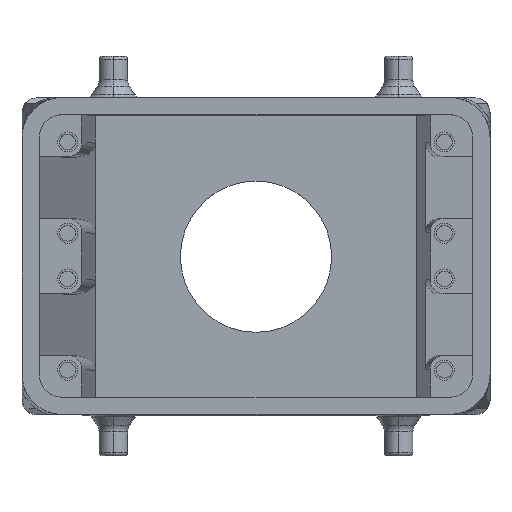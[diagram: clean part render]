
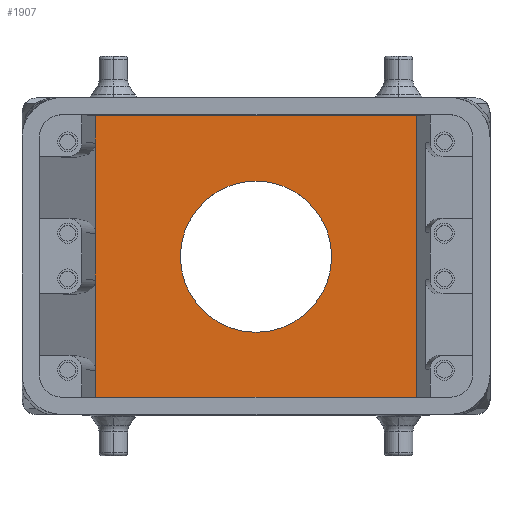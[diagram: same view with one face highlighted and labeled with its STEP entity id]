
A CAD part, top view. The second image highlights one B-rep face of the part: STEP entity #1907.
In plain terms, the highlighted planar face has unit normal (0, 0, 1).
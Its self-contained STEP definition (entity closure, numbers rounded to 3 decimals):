
#220=FACE_BOUND('',#2777,.T.);
#221=FACE_BOUND('',#2778,.T.);
#387=PLANE('',#7117);
#477=LINE('',#9091,#1072);
#764=LINE('',#10707,#1363);
#831=LINE('',#11382,#1430);
#832=LINE('',#11384,#1431);
#837=LINE('',#11399,#1436);
#842=LINE('',#11414,#1441);
#846=LINE('',#11430,#1445);
#847=LINE('',#11432,#1446);
#1072=VECTOR('',#7318,1.);
#1363=VECTOR('',#8239,1.);
#1430=VECTOR('',#8390,1.);
#1431=VECTOR('',#8393,1.);
#1436=VECTOR('',#8410,1.);
#1441=VECTOR('',#8427,1.);
#1445=VECTOR('',#8455,1.);
#1446=VECTOR('',#8458,1.);
#1907=ADVANCED_FACE('NONE',(#220,#221),#387,.F.);
#2777=EDGE_LOOP('',(#4263,#4264,#4265,#4266,#4267,#4268,#4269,#4270));
#2778=EDGE_LOOP('',(#4271,#4272));
#2958=CIRCLE('',#6730,13.25);
#3120=CIRCLE('',#7116,13.25);
#4263=ORIENTED_EDGE('',*,*,#6327,.F.);
#4264=ORIENTED_EDGE('',*,*,#5680,.F.);
#4265=ORIENTED_EDGE('',*,*,#6317,.F.);
#4266=ORIENTED_EDGE('',*,*,#6328,.F.);
#4267=ORIENTED_EDGE('',*,*,#6309,.F.);
#4268=ORIENTED_EDGE('',*,*,#6301,.F.);
#4269=ORIENTED_EDGE('',*,*,#6300,.F.);
#4270=ORIENTED_EDGE('',*,*,#6190,.F.);
#4271=ORIENTED_EDGE('',*,*,#5677,.T.);
#4272=ORIENTED_EDGE('',*,*,#6329,.T.);
#5062=VERTEX_POINT('',#9080);
#5064=VERTEX_POINT('',#9083);
#5066=VERTEX_POINT('',#9092);
#5067=VERTEX_POINT('',#9093);
#5413=VERTEX_POINT('',#10706);
#5414=VERTEX_POINT('',#10708);
#5418=VERTEX_POINT('',#10728);
#5426=VERTEX_POINT('',#10754);
#5488=VERTEX_POINT('',#11400);
#5491=VERTEX_POINT('',#11413);
#5677=EDGE_CURVE('NONE',#5064,#5062,#2958,.T.);
#5680=EDGE_CURVE('NONE',#5066,#5067,#477,.T.);
#6190=EDGE_CURVE('NONE',#5413,#5414,#764,.T.);
#6300=EDGE_CURVE('NONE',#5414,#5418,#831,.T.);
#6301=EDGE_CURVE('NONE',#5418,#5426,#832,.T.);
#6309=EDGE_CURVE('NONE',#5426,#5488,#837,.T.);
#6317=EDGE_CURVE('NONE',#5491,#5066,#842,.T.);
#6327=EDGE_CURVE('NONE',#5067,#5413,#846,.T.);
#6328=EDGE_CURVE('NONE',#5488,#5491,#847,.T.);
#6329=EDGE_CURVE('NONE',#5062,#5064,#3120,.T.);
#6730=AXIS2_PLACEMENT_3D('',#9082,#7312,#7313);
#7116=AXIS2_PLACEMENT_3D('',#11433,#8459,#8460);
#7117=AXIS2_PLACEMENT_3D('',#11434,#8461,#8462);
#7312=DIRECTION('',(0.,0.,-1.));
#7313=DIRECTION('',(-1.,0.,0.));
#7318=DIRECTION('',(-1.,0.,0.));
#8239=DIRECTION('',(0.,1.,0.));
#8390=DIRECTION('',(0.,1.,0.));
#8393=DIRECTION('',(0.,1.,0.));
#8410=DIRECTION('',(0.,1.,0.));
#8427=DIRECTION('',(0.,-1.,0.));
#8455=DIRECTION('',(0.,1.,0.));
#8458=DIRECTION('',(1.,0.,0.));
#8459=DIRECTION('',(0.,0.,-1.));
#8460=DIRECTION('',(-1.,0.,0.));
#8461=DIRECTION('',(0.,0.,-1.));
#8462=DIRECTION('',(-1.,0.,0.));
#9080=CARTESIAN_POINT('',(13.25,0.,-76.));
#9082=CARTESIAN_POINT('',(0.,0.,-76.));
#9083=CARTESIAN_POINT('',(-13.25,0.,-76.));
#9091=CARTESIAN_POINT('',(0.,-24.75,-76.));
#9092=CARTESIAN_POINT('',(28.132,-24.75,-76.));
#9093=CARTESIAN_POINT('',(-28.132,-24.75,-76.));
#10706=CARTESIAN_POINT('',(-28.132,-19.9,-76.));
#10707=CARTESIAN_POINT('',(-28.132,-28.,-76.));
#10708=CARTESIAN_POINT('',(-28.132,-4.1,-76.));
#10728=CARTESIAN_POINT('',(-28.132,4.1,-76.));
#10754=CARTESIAN_POINT('',(-28.132,19.9,-76.));
#11382=CARTESIAN_POINT('',(-28.132,-28.,-76.));
#11384=CARTESIAN_POINT('',(-28.132,-28.,-76.));
#11399=CARTESIAN_POINT('',(-28.132,-28.,-76.));
#11400=CARTESIAN_POINT('',(-28.132,24.75,-76.));
#11413=CARTESIAN_POINT('',(28.132,24.75,-76.));
#11414=CARTESIAN_POINT('',(28.132,-28.,-76.));
#11430=CARTESIAN_POINT('',(-28.132,25.,-76.));
#11432=CARTESIAN_POINT('',(30.5,24.75,-76.));
#11433=CARTESIAN_POINT('',(0.,0.,-76.));
#11434=CARTESIAN_POINT('',(30.5,-28.,-76.));
